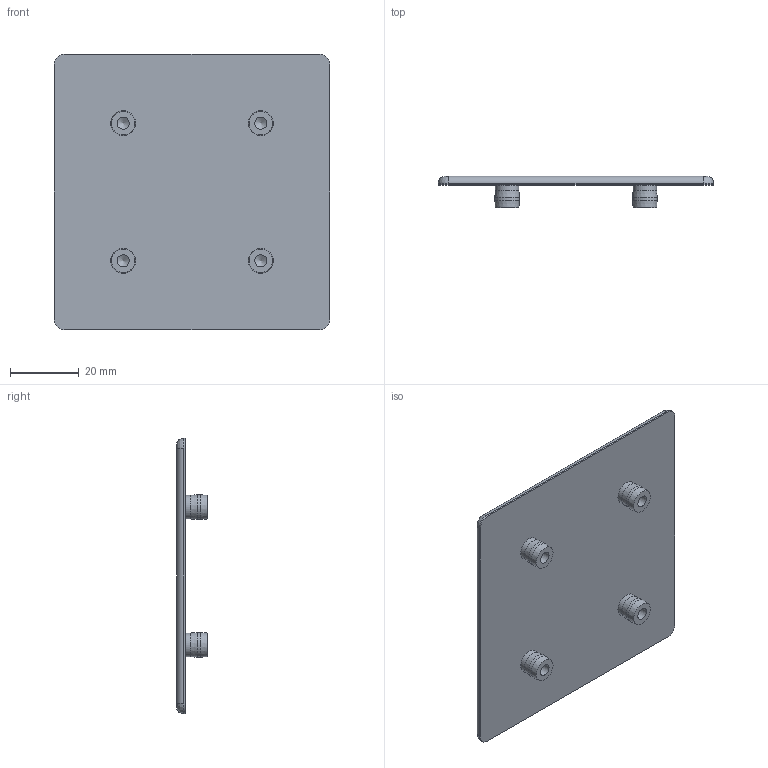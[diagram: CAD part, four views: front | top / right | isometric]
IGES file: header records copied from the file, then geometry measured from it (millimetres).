
Global section: file name: 228080.stp.ipt; native system: Autodesk Inventor 2014; preprocessor: unknown; author: zeman; date: 20151020.095829; units: millimetre
Bounding box: 80 x 9 x 80 mm (x, y, z)
Volume: 16512.1 mm3; surface area: 14099.1 mm2
Topology: 1 solids, 1 shells, 46 faces, 104 edges, 64 vertices
Faces by surface type: cylinder 16, plane 10, revolution 8, cone 8, bspline 4
Full cylindrical faces by diameter (mm): 6.85 x4, 7.2 x4
